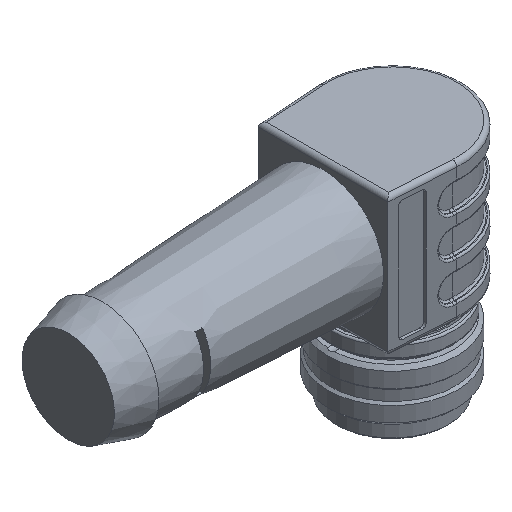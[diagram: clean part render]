
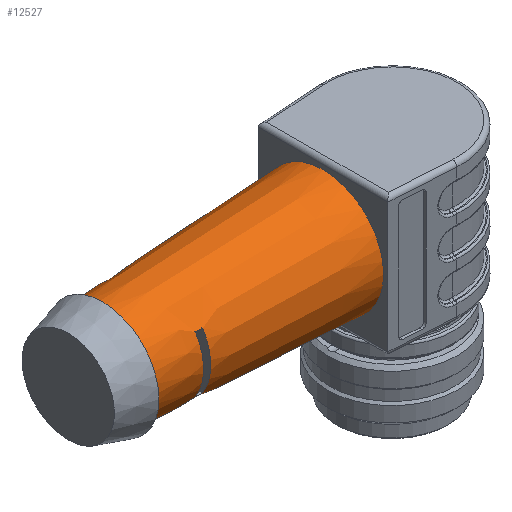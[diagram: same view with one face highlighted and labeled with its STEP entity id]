
A CAD part, isometric view. The second image highlights one B-rep face of the part: STEP entity #12527.
In plain terms, the highlighted conical face has half-angle 2.7 degrees and reference radius 6.367 mm.
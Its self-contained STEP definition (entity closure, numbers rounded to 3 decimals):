
#267=CONICAL_SURFACE($,#14044,6.367,2.7);
#428=FACE_BOUND($,#3879,.T.);
#429=FACE_BOUND($,#3880,.T.);
#430=FACE_BOUND($,#3881,.T.);
#2981=FACE_OUTER_BOUND($,#3878,.T.);
#3878=EDGE_LOOP($,(#11092));
#3879=EDGE_LOOP($,(#11093));
#3880=EDGE_LOOP($,(#11094,#11095,#11096,#11097));
#3881=EDGE_LOOP($,(#11098,#11099,#11100,#11101));
#4583=CIRCLE($,#13761,6.062);
#4585=CIRCLE($,#13765,6.099);
#4734=CIRCLE($,#14028,7.);
#4737=CIRCLE($,#14034,5.797);
#4740=CIRCLE($,#14040,6.062);
#4741=CIRCLE($,#14043,6.099);
#4929=B_SPLINE_CURVE_WITH_KNOTS($,3,(#24796,#24797,#24798,#24799),
 .UNSPECIFIED.,.F.,.F.,(4,4),(0.,1.),.UNSPECIFIED.);
#4934=B_SPLINE_CURVE_WITH_KNOTS($,3,(#25563,#25564,#25565,#25566),
 .UNSPECIFIED.,.F.,.F.,(4,4),(0.,1.),.UNSPECIFIED.);
#4935=B_SPLINE_CURVE_WITH_KNOTS($,3,(#25574,#25575,#25576,#25577),
 .UNSPECIFIED.,.F.,.F.,(4,4),(0.,1.),.UNSPECIFIED.);
#4936=B_SPLINE_CURVE_WITH_KNOTS($,3,(#25581,#25582,#25583,#25584),
 .UNSPECIFIED.,.F.,.F.,(4,4),(0.,1.),.UNSPECIFIED.);
#5836=VERTEX_POINT($,#24790);
#5838=VERTEX_POINT($,#24794);
#5840=VERTEX_POINT($,#24803);
#5842=VERTEX_POINT($,#24811);
#6009=VERTEX_POINT($,#25538);
#6012=VERTEX_POINT($,#25547);
#6017=VERTEX_POINT($,#25559);
#6018=VERTEX_POINT($,#25561);
#6019=VERTEX_POINT($,#25568);
#6020=VERTEX_POINT($,#25572);
#7438=EDGE_CURVE($,#5836,#5838,#4929,.T.);
#7441=EDGE_CURVE($,#5838,#5840,#4583,.T.);
#7445=EDGE_CURVE($,#5842,#5836,#4585,.T.);
#7722=EDGE_CURVE($,#6009,#6009,#4734,.T.);
#7725=EDGE_CURVE($,#6012,#6012,#4737,.T.);
#7732=EDGE_CURVE($,#6017,#6018,#4934,.T.);
#7733=EDGE_CURVE($,#6018,#6019,#4740,.T.);
#7736=EDGE_CURVE($,#6019,#6020,#4935,.T.);
#7737=EDGE_CURVE($,#6020,#6017,#4741,.T.);
#7738=EDGE_CURVE($,#5840,#5842,#4936,.T.);
#11092=ORIENTED_EDGE($,*,*,#7722,.F.);
#11093=ORIENTED_EDGE($,*,*,#7725,.T.);
#11094=ORIENTED_EDGE($,*,*,#7737,.T.);
#11095=ORIENTED_EDGE($,*,*,#7732,.T.);
#11096=ORIENTED_EDGE($,*,*,#7733,.T.);
#11097=ORIENTED_EDGE($,*,*,#7736,.T.);
#11098=ORIENTED_EDGE($,*,*,#7445,.T.);
#11099=ORIENTED_EDGE($,*,*,#7438,.T.);
#11100=ORIENTED_EDGE($,*,*,#7441,.T.);
#11101=ORIENTED_EDGE($,*,*,#7738,.T.);
#12527=ADVANCED_FACE($,(#2981,#428,#429,#430),#267,.T.);
#13761=AXIS2_PLACEMENT_3D($,#24805,#17063,#17064);
#13765=AXIS2_PLACEMENT_3D($,#24813,#17073,#17074);
#14028=AXIS2_PLACEMENT_3D($,#25539,#17719,#17720);
#14034=AXIS2_PLACEMENT_3D($,#25548,#17731,#17732);
#14040=AXIS2_PLACEMENT_3D($,#25569,#17747,#17748);
#14043=AXIS2_PLACEMENT_3D($,#25579,#17755,#17756);
#14044=AXIS2_PLACEMENT_3D($,#25580,#17757,#17758);
#17063=DIRECTION('center_axis',(0.,-1.,0.));
#17064=DIRECTION('ref_axis',(-0.844,0.,
-0.536));
#17073=DIRECTION('center_axis',(0.,1.,0.));
#17074=DIRECTION('ref_axis',(-0.846,0.,0.533));
#17719=DIRECTION('center_axis',(0.,1.,0.));
#17720=DIRECTION('ref_axis',(0.829,0.,0.559));
#17731=DIRECTION('center_axis',(0.,1.,0.));
#17732=DIRECTION('ref_axis',(0.829,0.,0.559));
#17747=DIRECTION('center_axis',(0.,-1.,0.));
#17748=DIRECTION('ref_axis',(1.,0.,0.));
#17755=DIRECTION('center_axis',(0.,1.,0.));
#17756=DIRECTION('ref_axis',(1.,0.,0.));
#17757=DIRECTION('center_axis',(0.,1.,0.));
#17758=DIRECTION('ref_axis',(0.635,0.,0.772));
#24790=CARTESIAN_POINT('',(44.839,22.9,11.25));
#24794=CARTESIAN_POINT('',(44.883,22.1,11.25));
#24796=CARTESIAN_POINT('Ctrl Pts',(44.839,22.9,11.25));
#24797=CARTESIAN_POINT('Ctrl Pts',(44.854,22.632,11.25));
#24798=CARTESIAN_POINT('Ctrl Pts',(44.869,22.366,11.25));
#24799=CARTESIAN_POINT('Ctrl Pts',(44.883,22.1,11.25));
#24803=CARTESIAN_POINT('',(44.883,22.1,4.75));
#24805=CARTESIAN_POINT('Origin',(50.,22.1,8.));
#24811=CARTESIAN_POINT('',(44.839,22.9,4.75));
#24813=CARTESIAN_POINT('Origin',(50.,22.9,8.));
#25538=CARTESIAN_POINT('',(57.,42.,8.));
#25539=CARTESIAN_POINT('Origin',(50.,42.,8.));
#25547=CARTESIAN_POINT('',(55.797,16.5,8.));
#25548=CARTESIAN_POINT('Origin',(50.,16.5,8.));
#25559=CARTESIAN_POINT('',(55.161,22.9,4.75));
#25561=CARTESIAN_POINT('',(55.117,22.1,4.75));
#25563=CARTESIAN_POINT('Ctrl Pts',(55.161,22.9,4.75));
#25564=CARTESIAN_POINT('Ctrl Pts',(55.146,22.632,4.75));
#25565=CARTESIAN_POINT('Ctrl Pts',(55.131,22.366,4.75));
#25566=CARTESIAN_POINT('Ctrl Pts',(55.117,22.1,4.75));
#25568=CARTESIAN_POINT('',(55.117,22.1,11.25));
#25569=CARTESIAN_POINT('Origin',(50.,22.1,8.));
#25572=CARTESIAN_POINT('',(55.161,22.9,11.25));
#25574=CARTESIAN_POINT('Ctrl Pts',(55.117,22.1,11.25));
#25575=CARTESIAN_POINT('Ctrl Pts',(55.131,22.366,11.25));
#25576=CARTESIAN_POINT('Ctrl Pts',(55.146,22.632,11.25));
#25577=CARTESIAN_POINT('Ctrl Pts',(55.161,22.9,11.25));
#25579=CARTESIAN_POINT('Origin',(50.,22.9,8.));
#25580=CARTESIAN_POINT('Origin',(50.,28.582,8.));
#25581=CARTESIAN_POINT('Ctrl Pts',(44.883,22.1,4.75));
#25582=CARTESIAN_POINT('Ctrl Pts',(44.869,22.366,4.75));
#25583=CARTESIAN_POINT('Ctrl Pts',(44.854,22.632,4.75));
#25584=CARTESIAN_POINT('Ctrl Pts',(44.839,22.9,4.75));
